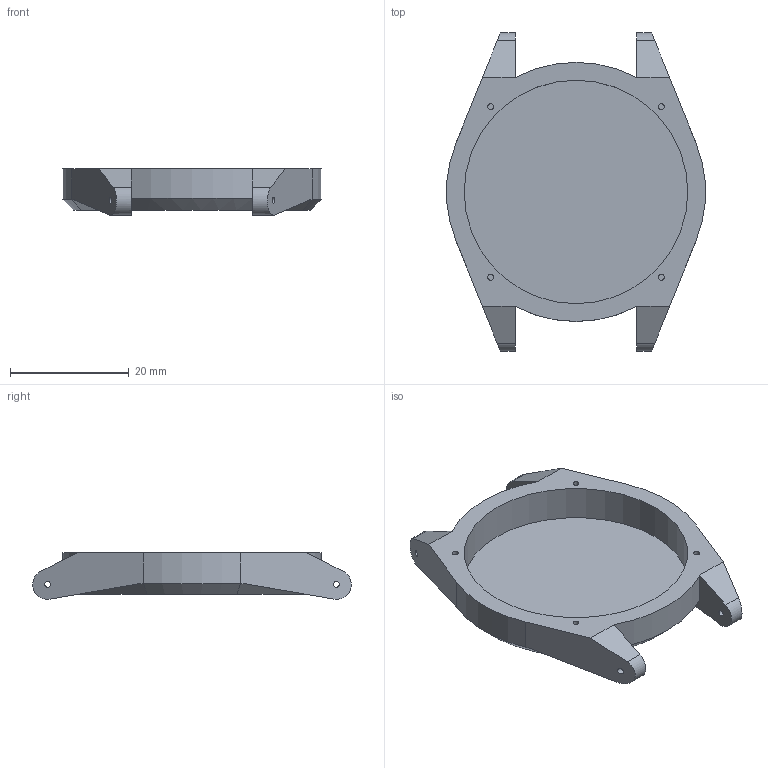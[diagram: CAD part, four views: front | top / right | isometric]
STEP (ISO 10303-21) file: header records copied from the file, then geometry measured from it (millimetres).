
FILE_DESCRIPTION(/* description */ (''),/* implementation_level */ '2;1');
FILE_NAME(/* name */ 'morse_code_watch_body.step',/* time_stamp */ '2022-05-29T12:02:47-04:00',/* author */ (''),/* organization */ (''),/* preprocessor_version */ 'ST-DEVELOPER v19',/* originating_system */ 'Autodesk Translation Framework v11.7.0.108',/* authorisation */ '');
FILE_SCHEMA (('AUTOMOTIVE_DESIGN { 1 0 10303 214 3 1 1 }'));
Length unit declared in the file: millimetre
Products named in the file (1): Morse Code Watch Body
Bounding box: 43.47 x 53.6 x 7.83 mm (x, y, z)
Volume: 4751.8 mm3; surface area: 5313.4 mm2
Topology: 1 solids, 1 shells, 48 faces, 115 edges, 74 vertices
Faces by surface type: plane 27, cylinder 17, cone 4
Full cylindrical faces by diameter (mm): 1 x8, 37.6 x1
Entity records: 1459 total; most frequent: CARTESIAN_POINT 264, DIRECTION 245, ORIENTED_EDGE 230, EDGE_CURVE 115, AXIS2_PLACEMENT_3D 87, VERTEX_POINT 74, LINE 71, VECTOR 71
